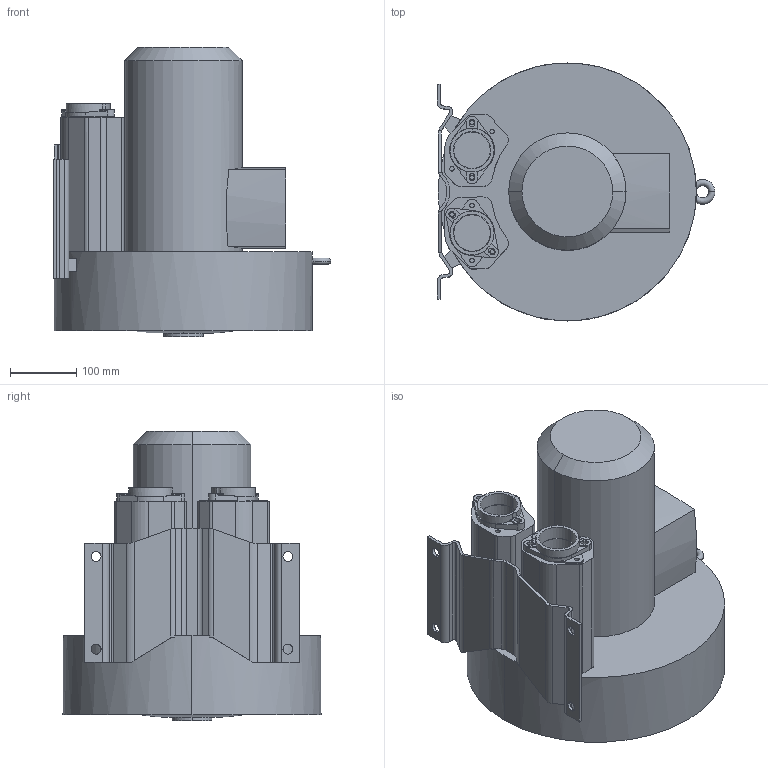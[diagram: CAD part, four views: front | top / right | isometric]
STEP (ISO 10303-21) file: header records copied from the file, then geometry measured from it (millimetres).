
FILE_DESCRIPTION (( 'STEP AP203' ), '1' );
FILE_NAME ('2RB710-1AQ16.STEP', '2025-10-24T02:15:49', ( '' ), ( '' ), 'SwSTEP 2.0', 'SolidWorks 2025', '' );
FILE_SCHEMA (( 'CONFIG_CONTROL_DESIGN' ));
Length unit declared in the file: millimetre
Products named in the file (1): 2RB710-1AQ16
Bounding box: 420.12 x 390 x 437.5 mm (x, y, z)
Volume: 26386763.5 mm3; surface area: 887333.8 mm2
Topology: 1 solids, 1 shells, 255 faces, 743 edges, 509 vertices
Faces by surface type: plane 125, cylinder 119, torus 6, bspline 3, cone 2
Entity records: 11831 total; most frequent: CARTESIAN_POINT 5065, ORIENTED_EDGE 1486, DIRECTION 1302, EDGE_CURVE 743, VERTEX_POINT 509, AXIS2_PLACEMENT_3D 466, VECTOR 370, LINE 370
